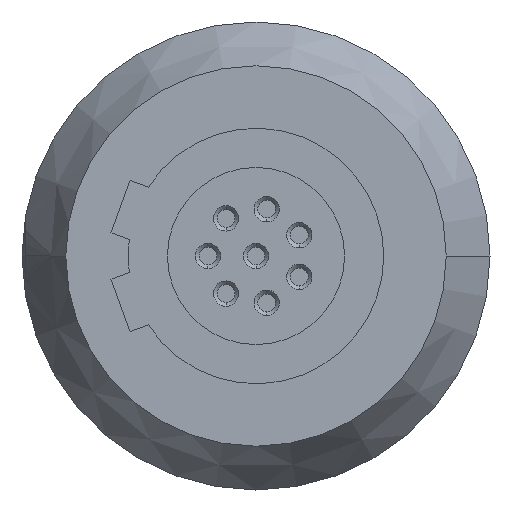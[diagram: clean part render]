
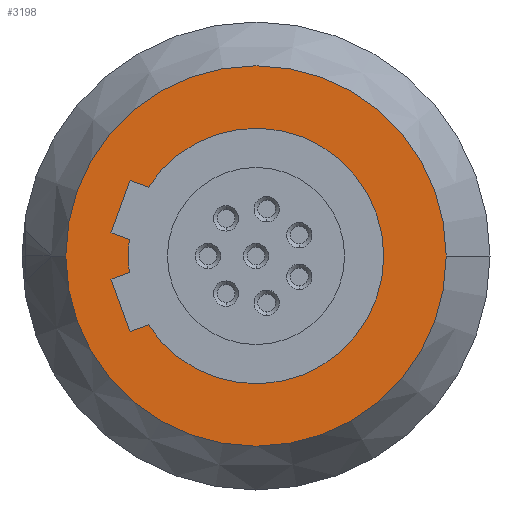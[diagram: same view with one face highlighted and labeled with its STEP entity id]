
A CAD part, left-side view. The second image highlights one B-rep face of the part: STEP entity #3198.
In plain terms, the highlighted planar face has unit normal (-1, 0, 0).
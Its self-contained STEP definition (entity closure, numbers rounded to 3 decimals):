
#497=CARTESIAN_POINT('',(-15.4,0.,0.));
#498=DIRECTION('',(-1.,0.,0.));
#499=DIRECTION('',(0.,1.,0.));
#500=AXIS2_PLACEMENT_3D('',#497,#498,#499);
#502=CARTESIAN_POINT('',(-15.4,0.,0.));
#503=DIRECTION('',(1.,0.,0.));
#504=DIRECTION('',(0.,1.,0.));
#505=AXIS2_PLACEMENT_3D('',#502,#503,#504);
#507=DIRECTION('',(0.,0.94,0.342));
#508=VECTOR('',#507,0.771);
#509=CARTESIAN_POINT('',(-15.4,5.008,0.652));
#510=LINE('',#509,#508);
#511=DIRECTION('',(0.,-0.94,0.342));
#512=VECTOR('',#511,0.771);
#513=CARTESIAN_POINT('',(-15.4,5.732,-0.916));
#514=LINE('',#513,#512);
#515=DIRECTION('',(0.,0.342,0.94));
#516=VECTOR('',#515,2.2);
#517=CARTESIAN_POINT('',(-15.4,4.98,-2.983));
#518=LINE('',#517,#516);
#519=DIRECTION('',(0.,0.94,-0.342));
#520=VECTOR('',#519,0.771);
#521=CARTESIAN_POINT('',(-15.4,4.255,-2.719));
#522=LINE('',#521,#520);
#523=DIRECTION('',(0.,-0.94,-0.342));
#524=VECTOR('',#523,0.771);
#525=CARTESIAN_POINT('',(-15.4,4.98,2.983));
#526=LINE('',#525,#524);
#527=DIRECTION('',(0.,-0.342,0.94));
#528=VECTOR('',#527,2.2);
#529=CARTESIAN_POINT('',(-15.4,5.732,0.916));
#530=LINE('',#529,#528);
#565=CARTESIAN_POINT('',(-15.4,0.,0.));
#566=DIRECTION('',(1.,0.,0.));
#567=DIRECTION('',(0.,0.843,0.538));
#568=AXIS2_PLACEMENT_3D('',#565,#566,#567);
#592=CARTESIAN_POINT('',(-15.4,0.,0.));
#593=DIRECTION('',(1.,0.,0.));
#594=DIRECTION('',(0.,0.992,-0.129));
#595=AXIS2_PLACEMENT_3D('',#592,#593,#594);
#2046=CARTESIAN_POINT('',(-15.4,-7.518,0.));
#2047=VERTEX_POINT('',#2046);
#2048=CARTESIAN_POINT('',(-15.4,7.518,0.));
#2049=VERTEX_POINT('',#2048);
#2452=CARTESIAN_POINT('',(-15.4,5.732,0.916));
#2453=VERTEX_POINT('',#2452);
#2454=CARTESIAN_POINT('',(-15.4,4.98,2.983));
#2455=VERTEX_POINT('',#2454);
#2460=CARTESIAN_POINT('',(-15.4,5.008,0.652));
#2461=VERTEX_POINT('',#2460);
#2462=CARTESIAN_POINT('',(-15.4,4.255,2.719));
#2463=VERTEX_POINT('',#2462);
#2464=CARTESIAN_POINT('',(-15.4,4.255,-2.719));
#2465=CARTESIAN_POINT('',(-15.4,4.98,-2.983));
#2466=VERTEX_POINT('',#2464);
#2467=VERTEX_POINT('',#2465);
#2468=CARTESIAN_POINT('',(-15.4,5.732,-0.916));
#2469=VERTEX_POINT('',#2468);
#2470=CARTESIAN_POINT('',(-15.4,5.008,-0.652));
#2471=VERTEX_POINT('',#2470);
#3171=CARTESIAN_POINT('',(-15.4,0.,0.));
#3172=DIRECTION('',(1.,0.,0.));
#3173=DIRECTION('',(0.,-1.,0.));
#3174=AXIS2_PLACEMENT_3D('',#3171,#3172,#3173);
#3175=PLANE('',#3174);
#3176=ORIENTED_EDGE('',*,*,#3064,.F.);
#3177=ORIENTED_EDGE('',*,*,#3157,.T.);
#3178=EDGE_LOOP('',(#3176,#3177));
#3179=FACE_OUTER_BOUND('',#3178,.F.);
#3181=ORIENTED_EDGE('',*,*,#3180,.F.);
#3183=ORIENTED_EDGE('',*,*,#3182,.F.);
#3185=ORIENTED_EDGE('',*,*,#3184,.F.);
#3187=ORIENTED_EDGE('',*,*,#3186,.F.);
#3189=ORIENTED_EDGE('',*,*,#3188,.F.);
#3191=ORIENTED_EDGE('',*,*,#3190,.F.);
#3193=ORIENTED_EDGE('',*,*,#3192,.F.);
#3195=ORIENTED_EDGE('',*,*,#3194,.F.);
#3196=EDGE_LOOP('',(#3181,#3183,#3185,#3187,#3189,#3191,#3193,#3195));
#3197=FACE_BOUND('',#3196,.F.);
#501=CIRCLE('',#500,7.518);
#506=CIRCLE('',#505,7.518);
#569=CIRCLE('',#568,5.05);
#596=CIRCLE('',#595,5.05);
#3064=EDGE_CURVE('',#2049,#2047,#501,.T.);
#3157=EDGE_CURVE('',#2049,#2047,#506,.T.);
#3180=EDGE_CURVE('',#2461,#2453,#510,.T.);
#3182=EDGE_CURVE('',#2471,#2461,#596,.T.);
#3184=EDGE_CURVE('',#2469,#2471,#514,.T.);
#3186=EDGE_CURVE('',#2467,#2469,#518,.T.);
#3188=EDGE_CURVE('',#2466,#2467,#522,.T.);
#3190=EDGE_CURVE('',#2463,#2466,#569,.T.);
#3192=EDGE_CURVE('',#2455,#2463,#526,.T.);
#3194=EDGE_CURVE('',#2453,#2455,#530,.T.);
#3198=ADVANCED_FACE('',(#3179,#3197),#3175,.F.);
